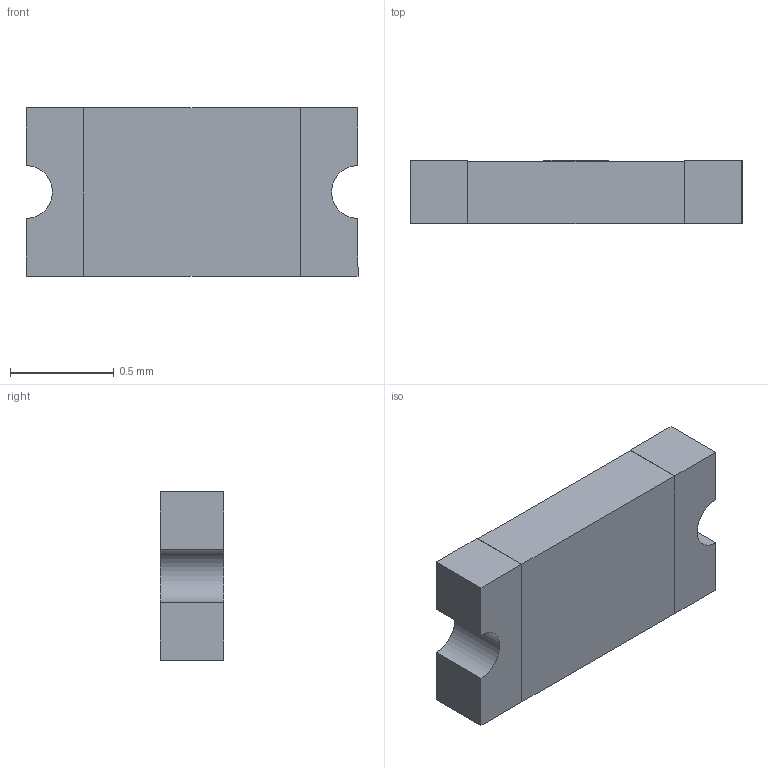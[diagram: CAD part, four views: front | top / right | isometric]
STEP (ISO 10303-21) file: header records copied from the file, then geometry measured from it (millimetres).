
FILE_DESCRIPTION(/* description */ (''),/* implementation_level */ '2;1');
FILE_NAME(/* name */ '',/* time_stamp */ '',/* author */ (''),/* organization */ (''),/* preprocessor_version */ '',/* originating_system */ '',/* authorisation */ '');
FILE_SCHEMA (('AUTOMOTIVE_DESIGN { 1 0 10303 214 3 1 1 }'));
Length unit declared in the file: millimetre
Products named in the file (3): Littelfuse 494; Littelfuse 494_Body; Littelfuse 494_Lead
Assembly tree (3 placements, depth 2):
  Littelfuse 494
    Littelfuse 494_Body
    Littelfuse 494_Lead  x2
Bounding box: 1.6 x 0.3 x 0.81 mm (x, y, z)
Volume: 0.4 mm3; surface area: 5 mm2
Topology: 3 solids, 3 shells, 35 faces, 84 edges, 56 vertices
Faces by surface type: plane 33, cylinder 2
Entity records: 900 total; most frequent: CARTESIAN_POINT 143, DIRECTION 134, ORIENTED_EDGE 132, EDGE_CURVE 66, LINE 64, VECTOR 64, VERTEX_POINT 44, AXIS2_PLACEMENT_3D 35
